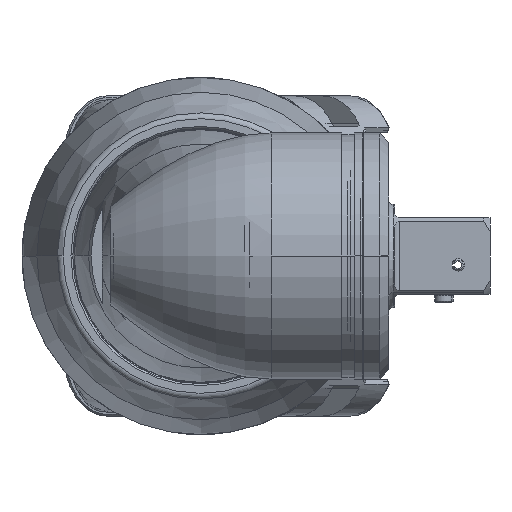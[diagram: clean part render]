
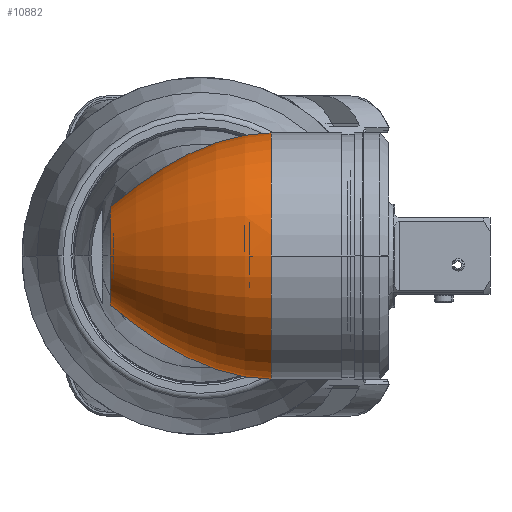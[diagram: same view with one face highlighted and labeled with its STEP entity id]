
A CAD part, left-side view. The second image highlights one B-rep face of the part: STEP entity #10882.
In plain terms, the highlighted face is a revolution surface.
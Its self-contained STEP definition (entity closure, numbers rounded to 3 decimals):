
#7101=CARTESIAN_POINT('',(-146.231,14.7,5.543));
#7102=CARTESIAN_POINT('',(-146.387,14.383,6.088));
#7103=CARTESIAN_POINT('',(-146.741,13.682,7.16));
#7104=CARTESIAN_POINT('',(-147.351,12.45,8.696));
#7105=CARTESIAN_POINT('',(-147.855,11.266,9.923));
#7106=CARTESIAN_POINT('',(-148.166,10.2,10.878));
#7107=CARTESIAN_POINT('',(-148.307,9.333,11.579));
#7108=CARTESIAN_POINT('',(-148.312,8.41,12.248));
#7109=CARTESIAN_POINT('',(-148.154,7.459,12.861));
#7110=CARTESIAN_POINT('',(-147.853,6.516,13.4));
#7111=CARTESIAN_POINT('',(-147.316,5.285,14.02));
#7112=CARTESIAN_POINT('',(-146.479,3.796,14.631));
#7113=CARTESIAN_POINT('',(-145.365,2.047,15.157));
#7114=CARTESIAN_POINT('',(-144.202,0.312,
15.5));
#7115=CARTESIAN_POINT('',(-142.633,-1.997,
15.726));
#7116=CARTESIAN_POINT('',(-140.694,-4.879,
15.575));
#7117=CARTESIAN_POINT('',(-138.525,-8.28,
14.663));
#7118=CARTESIAN_POINT('',(-137.243,-10.427,
13.531));
#7119=CARTESIAN_POINT('',(-136.658,-11.44,
12.83));
#7121=CARTESIAN_POINT('',(-152.,-11.44,0.));
#7122=DIRECTION('',(0.,-1.,0.));
#7123=DIRECTION('',(0.767,0.,0.642));
#7124=AXIS2_PLACEMENT_3D('',#7121,#7122,#7123);
#7126=CARTESIAN_POINT('',(-152.,-11.44,0.));
#7127=DIRECTION('',(0.,-1.,0.));
#7128=DIRECTION('',(-1.,0.,0.));
#7129=AXIS2_PLACEMENT_3D('',#7126,#7127,#7128);
#7131=CARTESIAN_POINT('',(-136.658,-11.44,
-12.83));
#7132=CARTESIAN_POINT('',(-137.244,-10.427,
-13.531));
#7133=CARTESIAN_POINT('',(-138.525,-8.28,
-14.663));
#7134=CARTESIAN_POINT('',(-140.694,-4.879,
-15.575));
#7135=CARTESIAN_POINT('',(-142.633,-1.997,
-15.726));
#7136=CARTESIAN_POINT('',(-144.202,0.312,
-15.5));
#7137=CARTESIAN_POINT('',(-145.365,2.048,
-15.157));
#7138=CARTESIAN_POINT('',(-146.479,3.796,
-14.631));
#7139=CARTESIAN_POINT('',(-147.316,5.285,
-14.02));
#7140=CARTESIAN_POINT('',(-147.853,6.516,
-13.4));
#7141=CARTESIAN_POINT('',(-148.155,7.459,
-12.861));
#7142=CARTESIAN_POINT('',(-148.312,8.41,
-12.247));
#7143=CARTESIAN_POINT('',(-148.307,9.333,
-11.579));
#7144=CARTESIAN_POINT('',(-148.165,10.2,
-10.878));
#7145=CARTESIAN_POINT('',(-147.856,11.266,
-9.923));
#7146=CARTESIAN_POINT('',(-147.35,12.45,
-8.696));
#7147=CARTESIAN_POINT('',(-146.741,13.682,
-7.16));
#7148=CARTESIAN_POINT('',(-146.387,14.383,
-6.088));
#7149=CARTESIAN_POINT('',(-146.231,14.7,
-5.543));
#7151=CARTESIAN_POINT('',(-146.231,14.7,
-5.543));
#7163=CARTESIAN_POINT('',(-146.231,14.7,5.543));
#7165=CARTESIAN_POINT('',(-152.,14.7,0.));
#7166=DIRECTION('',(0.,-1.,0.));
#7167=DIRECTION('',(0.721,0.,0.693));
#7168=AXIS2_PLACEMENT_3D('',#7165,#7166,#7167);
#7170=CARTESIAN_POINT('',(-152.,14.7,0.));
#7171=DIRECTION('',(0.,-1.,0.));
#7172=DIRECTION('',(-1.,0.,0.));
#7173=AXIS2_PLACEMENT_3D('',#7170,#7171,#7172);
#7175=CARTESIAN_POINT('',(-152.,14.7,0.));
#7176=DIRECTION('',(0.,-1.,0.));
#7177=DIRECTION('',(-0.721,0.,-0.693));
#7178=AXIS2_PLACEMENT_3D('',#7175,#7176,#7177);
#9397=VERTEX_POINT('',#7151);
#9399=VERTEX_POINT('',#7163);
#9400=CARTESIAN_POINT('',(-160.,14.7,0.));
#9401=VERTEX_POINT('',#9400);
#9402=CARTESIAN_POINT('',(-157.769,14.7,
-5.543));
#9403=VERTEX_POINT('',#9402);
#9404=VERTEX_POINT('',#7131);
#9406=VERTEX_POINT('',#7119);
#9407=CARTESIAN_POINT('',(-172.,-11.44,0.));
#9408=VERTEX_POINT('',#9407);
#10857=CARTESIAN_POINT('',(-159.811,14.924,0.));
#10858=CARTESIAN_POINT('',(-159.874,14.85,0.));
#10859=CARTESIAN_POINT('',(-166.103,7.449,0.));
#10860=CARTESIAN_POINT('',(-172.06,-1.946,0.));
#10861=CARTESIAN_POINT('',(-171.999,-11.636,0.));
#10862=CARTESIAN_POINT('',(-171.998,-11.734,0.));
#10864=CARTESIAN_POINT('',(-152.,14.924,0.));
#10865=DIRECTION('',(0.,-1.,0.));
#10866=AXIS1_PLACEMENT('',#10864,#10865);
#10867=SURFACE_OF_REVOLUTION('',#10863,#10866);
#10869=ORIENTED_EDGE('',*,*,#10868,.F.);
#10871=ORIENTED_EDGE('',*,*,#10870,.F.);
#10873=ORIENTED_EDGE('',*,*,#10872,.F.);
#10874=ORIENTED_EDGE('',*,*,#10601,.T.);
#10876=ORIENTED_EDGE('',*,*,#10875,.T.);
#10878=ORIENTED_EDGE('',*,*,#10877,.T.);
#10879=ORIENTED_EDGE('',*,*,#10848,.T.);
#10880=EDGE_LOOP('',(#10869,#10871,#10873,#10874,#10876,#10878,#10879));
#10881=FACE_OUTER_BOUND('',#10880,.F.);
#10882=ADVANCED_FACE('',(#10881),#10867,.T.);
#7120=B_SPLINE_CURVE_WITH_KNOTS('',3,(#7101,#7102,#7103,#7104,#7105,#7106,#7107,
#7108,#7109,#7110,#7111,#7112,#7113,#7114,#7115,#7116,#7117,#7118,#7119),
.UNSPECIFIED.,.F.,.F.,(4,1,1,1,1,1,1,1,1,1,1,1,1,1,1,1,4),(0.,0.063,0.125,
0.188,0.219,0.25,0.281,0.313,0.344,0.375,0.438,0.5,
0.563,0.625,0.75,0.875,1.),.UNSPECIFIED.);
#7125=CIRCLE('',#7124,20.);
#7130=CIRCLE('',#7129,20.);
#7150=B_SPLINE_CURVE_WITH_KNOTS('',3,(#7131,#7132,#7133,#7134,#7135,#7136,#7137,
#7138,#7139,#7140,#7141,#7142,#7143,#7144,#7145,#7146,#7147,#7148,#7149),
.UNSPECIFIED.,.F.,.F.,(4,1,1,1,1,1,1,1,1,1,1,1,1,1,1,1,4),(0.,0.125,0.25,
0.375,0.438,0.5,0.563,0.625,0.656,0.688,0.719,0.75,
0.781,0.813,0.875,0.938,1.),.UNSPECIFIED.);
#7169=CIRCLE('',#7168,8.);
#7174=CIRCLE('',#7173,8.);
#7179=CIRCLE('',#7178,8.);
#10601=EDGE_CURVE('',#9399,#9406,#7120,.T.);
#10848=EDGE_CURVE('',#9404,#9397,#7150,.T.);
#10863=B_SPLINE_CURVE_WITH_KNOTS('',3,(#10857,#10858,#10859,#10860,#10861,
#10862),.UNSPECIFIED.,.F.,.F.,(4,1,1,4),(0.,0.01,
0.99,1.),.UNSPECIFIED.);
#10868=EDGE_CURVE('',#9403,#9397,#7179,.T.);
#10870=EDGE_CURVE('',#9401,#9403,#7174,.T.);
#10872=EDGE_CURVE('',#9399,#9401,#7169,.T.);
#10875=EDGE_CURVE('',#9406,#9408,#7125,.T.);
#10877=EDGE_CURVE('',#9408,#9404,#7130,.T.);
